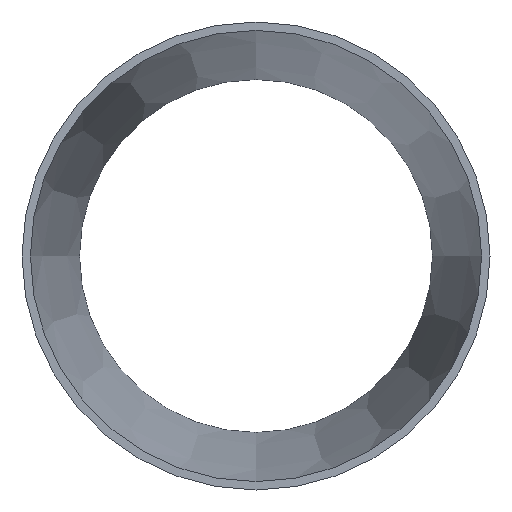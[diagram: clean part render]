
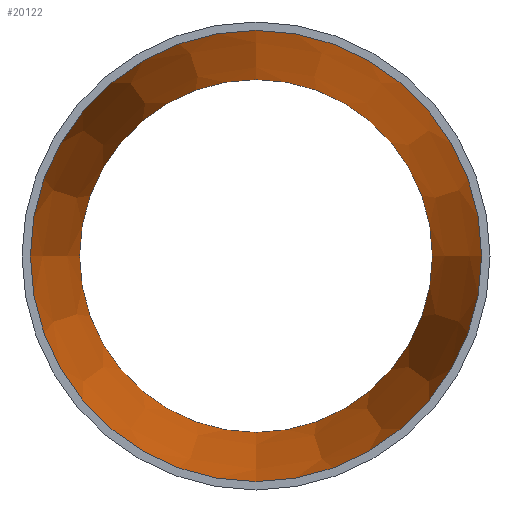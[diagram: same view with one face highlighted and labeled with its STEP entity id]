
A CAD part, front view. The second image highlights one B-rep face of the part: STEP entity #20122.
In plain terms, the highlighted conical face has half-angle 7.185 degrees and reference radius 81.126 mm.
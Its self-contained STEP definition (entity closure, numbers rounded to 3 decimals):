
#1419 = FACE_OUTER_BOUND ( 'NONE', #12137, .T. ) ;
#3880 = CARTESIAN_POINT ( 'NONE',  ( 0., 140., -63.476 ) ) ;
#4215 = AXIS2_PLACEMENT_3D ( 'NONE', #24333, #30200, #5622 ) ;
#5622 = DIRECTION ( 'NONE',  ( 0., 0., -1. ) ) ;
#6733 = VERTEX_POINT ( 'NONE', #3880 ) ;
#7151 = CARTESIAN_POINT ( 'NONE',  ( 0., 140., 0. ) ) ;
#9052 = VERTEX_POINT ( 'NONE', #20443 ) ;
#11783 = DIRECTION ( 'NONE',  ( 0., 0., -1. ) ) ;
#12137 = EDGE_LOOP ( 'NONE', ( #13456 ) ) ;
#13456 = ORIENTED_EDGE ( 'NONE', *, *, #19817, .T. ) ;
#14495 = AXIS2_PLACEMENT_3D ( 'NONE', #7151, #23555, #15697 ) ;
#15109 = CIRCLE ( 'NONE', #28181, 81.126 ) ;
#15697 = DIRECTION ( 'NONE',  ( 0., 0., -1. ) ) ;
#16187 = CIRCLE ( 'NONE', #14495, 63.476 ) ;
#17121 = CARTESIAN_POINT ( 'NONE',  ( 0., 0., 0. ) ) ;
#17475 = ORIENTED_EDGE ( 'NONE', *, *, #17782, .F. ) ;
#17782 = EDGE_CURVE ( 'NONE', #6733, #6733, #16187, .T. ) ;
#19597 = CONICAL_SURFACE ( 'NONE', #4215, 81.126, 0.125 ) ;
#19643 = DIRECTION ( 'NONE',  ( 0., -1., 0. ) ) ;
#19817 = EDGE_CURVE ( 'NONE', #9052, #9052, #15109, .T. ) ;
#20122 = ADVANCED_FACE ( 'NONE', ( #31154, #1419 ), #19597, .F. ) ;
#20443 = CARTESIAN_POINT ( 'NONE',  ( 0., 0., -81.126 ) ) ;
#23555 = DIRECTION ( 'NONE',  ( 0., -1., 0. ) ) ;
#24333 = CARTESIAN_POINT ( 'NONE',  ( 0., 0., 0. ) ) ;
#28174 = EDGE_LOOP ( 'NONE', ( #17475 ) ) ;
#28181 = AXIS2_PLACEMENT_3D ( 'NONE', #17121, #19643, #11783 ) ;
#30200 = DIRECTION ( 'NONE',  ( 0., -1., 0. ) ) ;
#31154 = FACE_BOUND ( 'NONE', #28174, .T. ) ;
